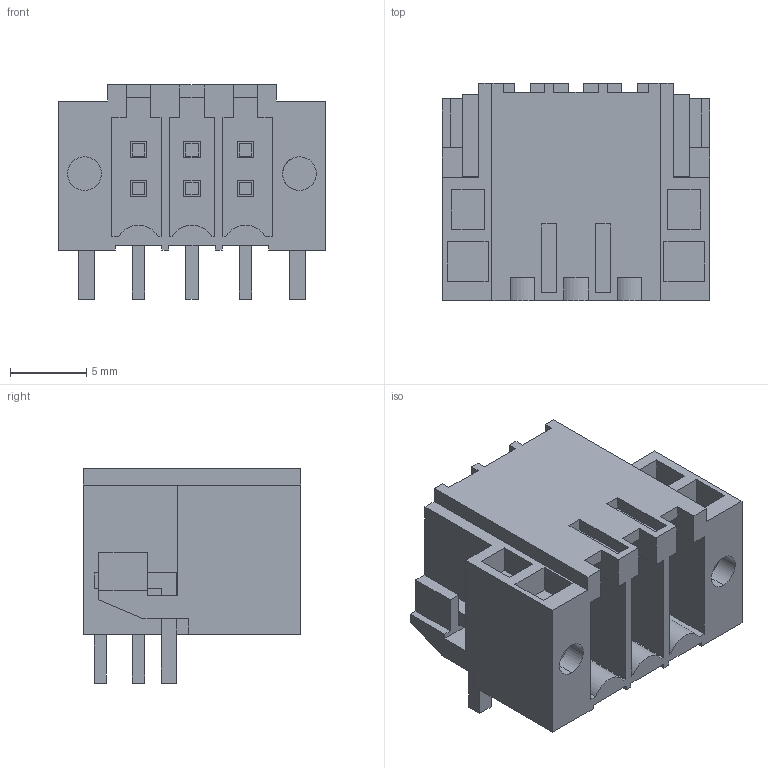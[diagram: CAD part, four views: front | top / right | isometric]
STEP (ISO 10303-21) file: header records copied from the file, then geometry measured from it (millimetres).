
FILE_DESCRIPTION(('CATIA V5 STEP Exchange','CAx-IF Rec.Pracs.--- Model Styling and Organization---1.4--- 2014-01-23'),'2;1');
FILE_NAME ('D1450639_1', '2021-06-25T07:45:33+00:00', ('none'), ('Weidmueller'), 'CATIA Version 5-6 Release 2016 SP3 HF44', 'CATIA V5 STEP AP214', 'none');
FILE_SCHEMA(('AUTOMOTIVE_DESIGN { 1 0 10303 214 1 1 1 1 }'));
Length unit declared in the file: millimetre
Products named in the file (1): 1289460000
Bounding box: 17.5 x 14.2 x 14 mm (x, y, z)
Volume: 1437.4 mm3; surface area: 2790.8 mm2
Topology: 9 solids, 9 shells, 319 faces, 895 edges, 601 vertices
Faces by surface type: plane 309, cylinder 10
Entity records: 10018 total; most frequent: ORIENTED_EDGE 1790, CARTESIAN_POINT 1778, DIRECTION 1371, EDGE_CURVE 895, VECTOR 873, LINE 873, VERTEX_POINT 601, EDGE_LOOP 342
